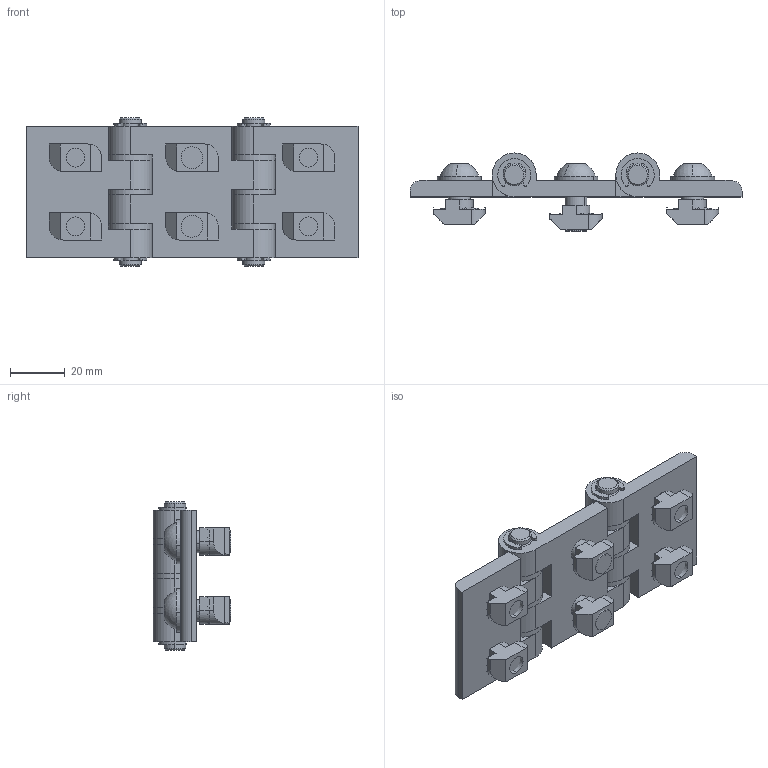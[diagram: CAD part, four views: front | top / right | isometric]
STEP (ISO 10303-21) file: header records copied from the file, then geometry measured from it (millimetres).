
FILE_DESCRIPTION (( 'STEP AP203' ), '1' );
FILE_NAME ('7.25.40.45.40.ST.STEP', '2014-06-26T01:29:19', ( 'USER' ), ( 'Microsoft' ), 'SwSTEP 2.0', 'SolidWorks 2012', '' );
FILE_SCHEMA (( 'CONFIG_CONTROL_DESIGN' ));
Length unit declared in the file: millimetre
Products named in the file (1): 7.25.40.45.40.ST
Bounding box: 121 x 28.4 x 54 mm (x, y, z)
Surface area: 32644.7 mm2 (no closed solid volume)
Topology: 0 solids, 43 shells, 424 faces, 1380 edges, 1002 vertices
Faces by surface type: plane 236, cylinder 156, cone 20, sphere 12
Entity records: 15231 total; most frequent: CARTESIAN_POINT 3119, DIRECTION 2626, ORIENTED_EDGE 2156, EDGE_CURVE 1380, VERTEX_POINT 1002, AXIS2_PLACEMENT_3D 917, VECTOR 792, LINE 792
